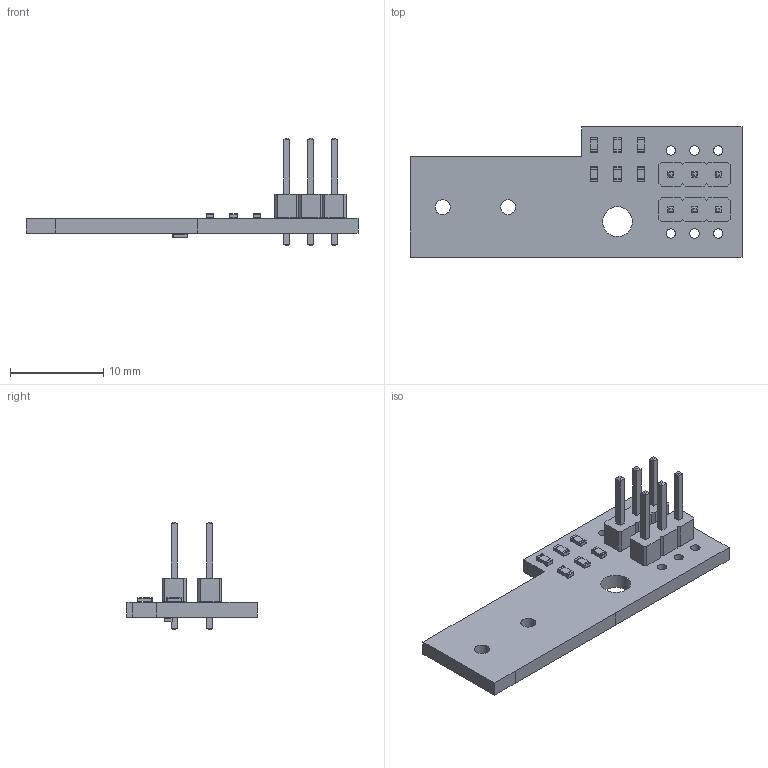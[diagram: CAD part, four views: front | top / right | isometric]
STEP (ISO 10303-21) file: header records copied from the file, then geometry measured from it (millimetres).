
FILE_DESCRIPTION(('KiCad electronic assembly'),'2;1');
FILE_NAME('RiserBoard_Mid.step','2020-03-24T13:37:09',('An Author'),( 'A Company'),'Open CASCADE STEP processor 6.9', 'KiCad to STEP converter','Unknown');
FILE_SCHEMA(('AUTOMOTIVE_DESIGN { 1 0 10303 214 1 1 1 1 }'));
Length unit declared in the file: millimetre
Products named in the file (6): Open CASCADE STEP translator 6.9 1; PinHeader_1x03_P2.54mm_Vertical; SOLID; R_0603_1608Metric; COMPOUND
Assembly tree (12 placements, depth 3):
  Open CASCADE STEP translator 6.9 1
    PinHeader_1x03_P2.54mm_Vertical  x2
      SOLID
    R_0603_1608Metric  x7
      SOLID
    COMPOUND
Bounding box: 35.56 x 13.97 x 11.54 mm (x, y, z)
Volume: 788.8 mm3; surface area: 1432.8 mm2
Topology: 10 solids, 10 shells, 361 faces, 911 edges, 582 vertices
Faces by surface type: plane 290, cylinder 71
Full cylindrical faces by diameter (mm): 1 x12, 1.6 x2, 3.2 x1
Entity records: 9044 total; most frequent: CARTESIAN_POINT 1545, DIRECTION 1261, LINE 877, VECTOR 877, ORIENTED_EDGE 646, PCURVE 646, DEFINITIONAL_REPRESENTATION 646, EDGE_CURVE 323
